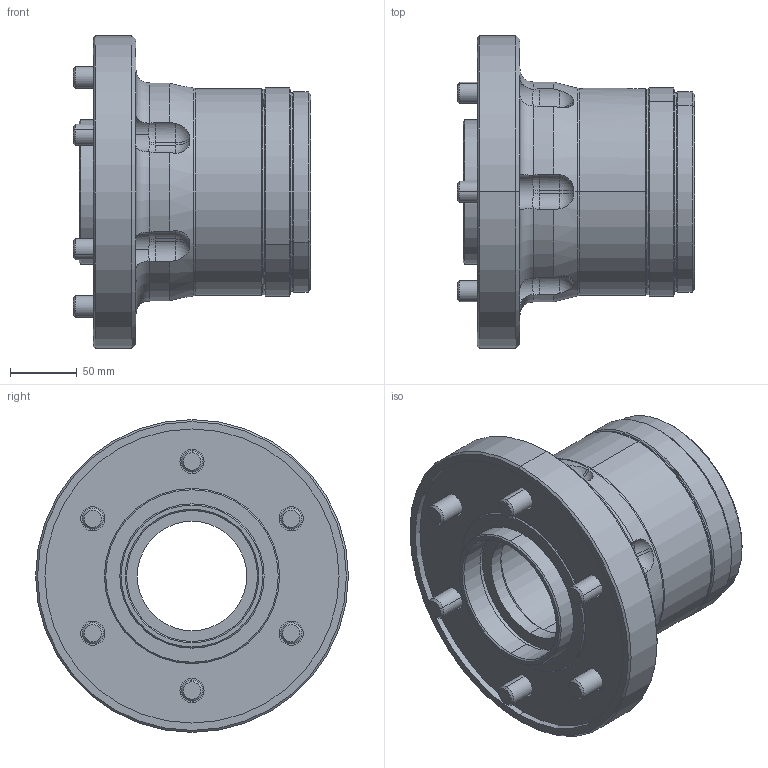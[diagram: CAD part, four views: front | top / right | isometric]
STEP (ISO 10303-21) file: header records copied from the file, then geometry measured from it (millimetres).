
FILE_DESCRIPTION (( 'STEP AP203' ), '1' );
FILE_NAME ('CF-CL-80.STEP', '2022-04-26T06:10:33', ( '' ), ( '' ), 'SwSTEP 2.0', 'SolidWorks 2016', '' );
FILE_SCHEMA (( 'CONFIG_CONTROL_DESIGN' ));
Length unit declared in the file: millimetre
Products named in the file (8): CF-CL-80; CF-CL-80-01010; CF-CL-80-02000; CF-CL-80-03010; CF-CL-80-05000; FSW320300; 圓頭內六角螺栓_M16x30; CF-CL-42-08000
Assembly tree (12 placements, depth 2):
  CF-CL-80
    CF-CL-80-01010
    CF-CL-80-02000
    CF-CL-80-03010
    CF-CL-80-05000
    FSW320300
    圓頭內六角螺栓_M16x30  x6
    CF-CL-42-08000
Bounding box: 177.8 x 234 x 234 mm (x, y, z)
Volume: 2595197.8 mm3; surface area: 427830 mm2
Topology: 12 solids, 12 shells, 448 faces, 1038 edges, 635 vertices
Faces by surface type: plane 164, cylinder 151, cone 91, sphere 24, torus 18
Entity records: 11316 total; most frequent: CARTESIAN_POINT 2929, DIRECTION 1629, ORIENTED_EDGE 1500, EDGE_CURVE 750, AXIS2_PLACEMENT_3D 672, VERTEX_POINT 465, EDGE_LOOP 359, CIRCLE 339
